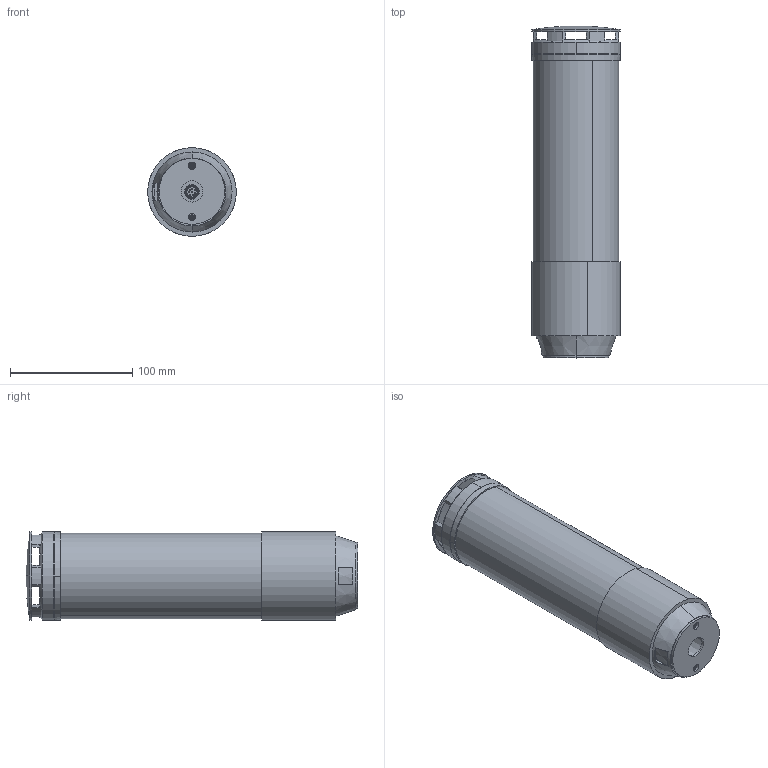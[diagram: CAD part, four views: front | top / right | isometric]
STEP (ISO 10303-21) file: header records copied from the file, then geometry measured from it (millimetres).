
FILE_DESCRIPTION(('STEP AP214'),'1');
FILE_NAME('cctmp_ECF40D79-BBC0-4EE8-AAD1-0790AA30309E_2023_07_24_21_25_35_0128..stp','2023-07-24T19:25:35',('SIEMENS A&D'),('CADClick - www.CADClick.com'),'Spatial InterOp 3D postprocessed',' ','unknown authorization');
FILE_SCHEMA(('AUTOMOTIVE_DESIGN'));
Length unit declared in the file: millimetre
Products named in the file (1): 2023_07_24_21_25_35_0113
Bounding box: 72.5 x 271.8 x 72.5 mm (x, y, z)
Volume: 978778.6 mm3; surface area: 149698.6 mm2
Topology: 1 solids, 2 shells, 292 faces, 806 edges, 521 vertices
Faces by surface type: plane 119, cylinder 98, cone 55, sphere 20
Entity records: 10371 total; most frequent: CARTESIAN_POINT 2076, ORIENTED_EDGE 1572, DIRECTION 1542, EDGE_CURVE 786, AXIS2_PLACEMENT_3D 609, VERTEX_POINT 521, EDGE_LOOP 327, LINE 324
